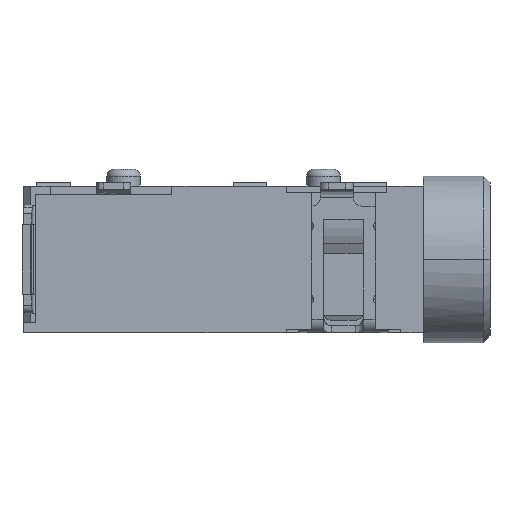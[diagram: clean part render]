
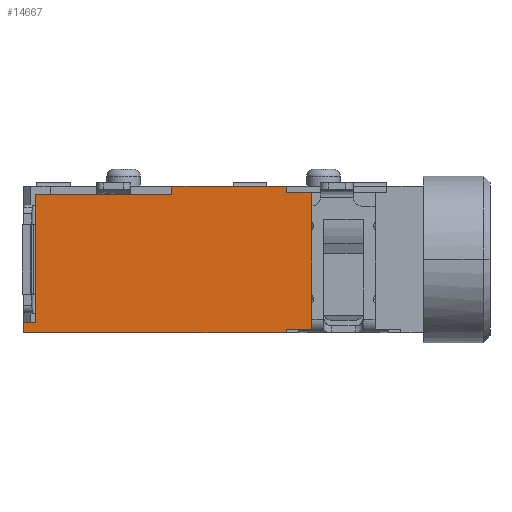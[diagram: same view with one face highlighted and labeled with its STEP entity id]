
A CAD part, front view. The second image highlights one B-rep face of the part: STEP entity #14667.
In plain terms, the highlighted planar face has unit normal (0, -1, 0).
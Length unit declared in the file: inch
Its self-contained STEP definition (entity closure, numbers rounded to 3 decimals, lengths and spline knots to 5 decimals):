
#356 = DIRECTION ( 'NONE',  ( 0., -1., 0. ) ) ;
#554 = VECTOR ( 'NONE', #19834, 39.37008 ) ;
#1066 = CARTESIAN_POINT ( 'NONE',  ( 2.21029, 0.36489, 0.01181 ) ) ;
#1225 = ORIENTED_EDGE ( 'NONE', *, *, #9512, .F. ) ;
#1697 = LINE ( 'NONE', #29433, #28989 ) ;
#2299 = VECTOR ( 'NONE', #6987, 39.37008 ) ;
#2963 = LINE ( 'NONE', #25756, #19119 ) ;
#2980 = EDGE_CURVE ( 'NONE', #17421, #23876, #9881, .T. ) ;
#3081 = CARTESIAN_POINT ( 'NONE',  ( 2.19651, 0.36489, 0.01181 ) ) ;
#3303 = ORIENTED_EDGE ( 'NONE', *, *, #26726, .T. ) ;
#3591 = DIRECTION ( 'NONE',  ( 0., 0., 1. ) ) ;
#4176 = CARTESIAN_POINT ( 'NONE',  ( 2.53706, 0.36489, 0.00394 ) ) ;
#4541 = VERTEX_POINT ( 'NONE', #26448 ) ;
#4543 = DIRECTION ( 'NONE',  ( 0., 0., -1. ) ) ;
#4654 = CARTESIAN_POINT ( 'NONE',  ( 2.19651, 0.36489, 0. ) ) ;
#6034 = CARTESIAN_POINT ( 'NONE',  ( 2.37171, 0.36489, 0.16339 ) ) ;
#6285 = EDGE_CURVE ( 'NONE', #15844, #21110, #12312, .T. ) ;
#6656 = DIRECTION ( 'NONE',  ( 1., 0., 0. ) ) ;
#6898 = LINE ( 'NONE', #4654, #554 ) ;
#6987 = DIRECTION ( 'NONE',  ( 1., 0., 0. ) ) ;
#7106 = EDGE_CURVE ( 'NONE', #7270, #27212, #18575, .T. ) ;
#7266 = CARTESIAN_POINT ( 'NONE',  ( 2.19651, 0.36489, 0.01181 ) ) ;
#7270 = VERTEX_POINT ( 'NONE', #12512 ) ;
#7330 = EDGE_CURVE ( 'NONE', #24936, #23075, #15482, .T. ) ;
#7679 = EDGE_CURVE ( 'NONE', #31702, #23075, #1697, .T. ) ;
#7881 = VECTOR ( 'NONE', #19237, 39.37008 ) ;
#8335 = VECTOR ( 'NONE', #21026, 39.37008 ) ;
#8551 = ORIENTED_EDGE ( 'NONE', *, *, #7679, .T. ) ;
#8566 = ORIENTED_EDGE ( 'NONE', *, *, #27664, .T. ) ;
#9166 = ORIENTED_EDGE ( 'NONE', *, *, #2980, .T. ) ;
#9485 = LINE ( 'NONE', #9987, #2299 ) ;
#9512 = EDGE_CURVE ( 'NONE', #20652, #7270, #25704, .T. ) ;
#9793 = CARTESIAN_POINT ( 'NONE',  ( 2.50754, 0.36489, 0.17323 ) ) ;
#9881 = LINE ( 'NONE', #24616, #22938 ) ;
#9987 = CARTESIAN_POINT ( 'NONE',  ( 2.21029, 0.36489, 0.16339 ) ) ;
#11012 = CARTESIAN_POINT ( 'NONE',  ( 2.37171, 0.36489, 0.16339 ) ) ;
#11014 = AXIS2_PLACEMENT_3D ( 'NONE', #15553, #356, #27914 ) ;
#11403 = CARTESIAN_POINT ( 'NONE',  ( 2.53706, 0.36489, 0.16535 ) ) ;
#12312 = LINE ( 'NONE', #17115, #31595 ) ;
#12512 = CARTESIAN_POINT ( 'NONE',  ( 2.21029, 0.36489, 0.01181 ) ) ;
#13386 = EDGE_CURVE ( 'NONE', #23876, #21110, #23765, .T. ) ;
#14219 = DIRECTION ( 'NONE',  ( 1., 0., 0. ) ) ;
#14664 = ORIENTED_EDGE ( 'NONE', *, *, #7330, .F. ) ;
#14667 = ADVANCED_FACE ( 'NONE', ( #22502 ), #28423, .T. ) ;
#15482 = LINE ( 'NONE', #6034, #28434 ) ;
#15553 = CARTESIAN_POINT ( 'NONE',  ( 2.5351, 0.36489, 0. ) ) ;
#15844 = VERTEX_POINT ( 'NONE', #21873 ) ;
#16015 = VECTOR ( 'NONE', #6656, 39.37008 ) ;
#16318 = CARTESIAN_POINT ( 'NONE',  ( 2.21029, 0.36489, 0.16339 ) ) ;
#16650 = CARTESIAN_POINT ( 'NONE',  ( 2.53706, 0.36489, 0.00394 ) ) ;
#17115 = CARTESIAN_POINT ( 'NONE',  ( 2.50754, 0.36489, 0.16535 ) ) ;
#17421 = VERTEX_POINT ( 'NONE', #31975 ) ;
#17893 = CARTESIAN_POINT ( 'NONE',  ( 2.37171, 0.36489, 0.17323 ) ) ;
#18033 = CARTESIAN_POINT ( 'NONE',  ( 2.50754, 0.36489, 0.17323 ) ) ;
#18575 = LINE ( 'NONE', #1066, #8335 ) ;
#19119 = VECTOR ( 'NONE', #28051, 39.37008 ) ;
#19237 = DIRECTION ( 'NONE',  ( 0., 0., -1. ) ) ;
#19308 = ORIENTED_EDGE ( 'NONE', *, *, #20127, .F. ) ;
#19734 = LINE ( 'NONE', #9793, #27258 ) ;
#19788 = ORIENTED_EDGE ( 'NONE', *, *, #28588, .F. ) ;
#19820 = CARTESIAN_POINT ( 'NONE',  ( 2.19651, 0.36489, 0.01181 ) ) ;
#19834 = DIRECTION ( 'NONE',  ( 1., 0., 0. ) ) ;
#20127 = EDGE_CURVE ( 'NONE', #31702, #15844, #19734, .T. ) ;
#20652 = VERTEX_POINT ( 'NONE', #19820 ) ;
#21026 = DIRECTION ( 'NONE',  ( 0., 0., 1. ) ) ;
#21110 = VERTEX_POINT ( 'NONE', #11403 ) ;
#21587 = DIRECTION ( 'NONE',  ( 0., 0., 1. ) ) ;
#21873 = CARTESIAN_POINT ( 'NONE',  ( 2.50754, 0.36489, 0.16535 ) ) ;
#22502 = FACE_OUTER_BOUND ( 'NONE', #32177, .T. ) ;
#22938 = VECTOR ( 'NONE', #14219, 39.37008 ) ;
#23075 = VERTEX_POINT ( 'NONE', #17893 ) ;
#23501 = ORIENTED_EDGE ( 'NONE', *, *, #13386, .T. ) ;
#23765 = LINE ( 'NONE', #16650, #25682 ) ;
#23876 = VERTEX_POINT ( 'NONE', #4176 ) ;
#24341 = LINE ( 'NONE', #7266, #7881 ) ;
#24616 = CARTESIAN_POINT ( 'NONE',  ( 2.50675, 0.36489, 0.00394 ) ) ;
#24936 = VERTEX_POINT ( 'NONE', #11012 ) ;
#25407 = VERTEX_POINT ( 'NONE', #26793 ) ;
#25678 = ORIENTED_EDGE ( 'NONE', *, *, #7106, .F. ) ;
#25682 = VECTOR ( 'NONE', #21587, 39.37008 ) ;
#25704 = LINE ( 'NONE', #3081, #16015 ) ;
#25756 = CARTESIAN_POINT ( 'NONE',  ( 2.50675, 0.36489, 0. ) ) ;
#26448 = CARTESIAN_POINT ( 'NONE',  ( 2.19651, 0.36489, 0. ) ) ;
#26506 = EDGE_CURVE ( 'NONE', #20652, #4541, #24341, .T. ) ;
#26726 = EDGE_CURVE ( 'NONE', #4541, #25407, #6898, .T. ) ;
#26793 = CARTESIAN_POINT ( 'NONE',  ( 2.50675, 0.36489, 0. ) ) ;
#27212 = VERTEX_POINT ( 'NONE', #16318 ) ;
#27258 = VECTOR ( 'NONE', #4543, 39.37008 ) ;
#27269 = DIRECTION ( 'NONE',  ( -1., 0., 0. ) ) ;
#27664 = EDGE_CURVE ( 'NONE', #25407, #17421, #2963, .T. ) ;
#27914 = DIRECTION ( 'NONE',  ( 0., 0., -1. ) ) ;
#28051 = DIRECTION ( 'NONE',  ( 0., 0., 1. ) ) ;
#28423 = PLANE ( 'NONE',  #11014 ) ;
#28434 = VECTOR ( 'NONE', #3591, 39.37008 ) ;
#28588 = EDGE_CURVE ( 'NONE', #27212, #24936, #9485, .T. ) ;
#28989 = VECTOR ( 'NONE', #27269, 39.37008 ) ;
#29433 = CARTESIAN_POINT ( 'NONE',  ( 2.50754, 0.36489, 0.17323 ) ) ;
#29612 = ORIENTED_EDGE ( 'NONE', *, *, #6285, .F. ) ;
#30519 = ORIENTED_EDGE ( 'NONE', *, *, #26506, .T. ) ;
#31595 = VECTOR ( 'NONE', #32471, 39.37008 ) ;
#31702 = VERTEX_POINT ( 'NONE', #18033 ) ;
#31975 = CARTESIAN_POINT ( 'NONE',  ( 2.50675, 0.36489, 0.00394 ) ) ;
#32177 = EDGE_LOOP ( 'NONE', ( #29612, #19308, #8551, #14664, #19788, #25678, #1225, #30519, #3303, #8566, #9166, #23501 ) ) ;
#32471 = DIRECTION ( 'NONE',  ( 1., 0., 0. ) ) ;
